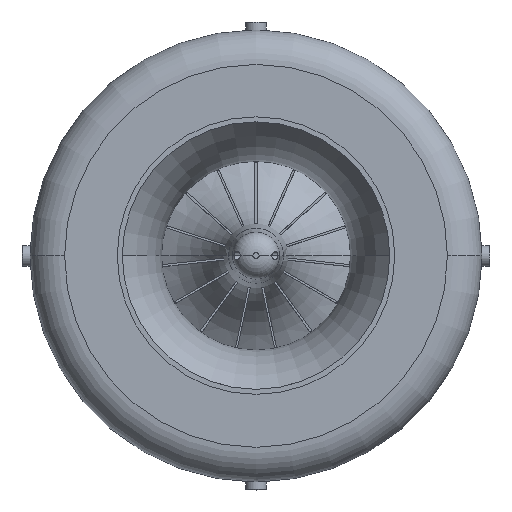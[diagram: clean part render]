
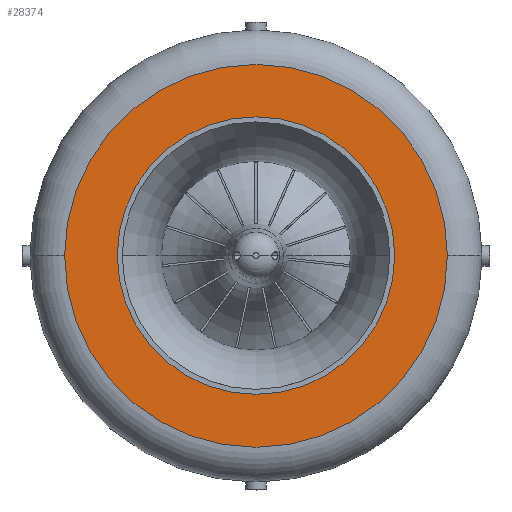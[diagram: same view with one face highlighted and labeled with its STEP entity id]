
A CAD part, top view. The second image highlights one B-rep face of the part: STEP entity #28374.
In plain terms, the highlighted planar face has unit normal (0, 0, 1).
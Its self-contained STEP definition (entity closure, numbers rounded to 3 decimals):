
#197 = CARTESIAN_POINT ( 'NONE',  ( 0., 0., -38.5 ) ) ;
#802 = CIRCLE ( 'NONE', #20627, 47.2 ) ;
#1094 = VERTEX_POINT ( 'NONE', #8202 ) ;
#1149 = FACE_OUTER_BOUND ( 'NONE', #7513, .T. ) ;
#1979 = CARTESIAN_POINT ( 'NONE',  ( -47.2, 0., -38.5 ) ) ;
#2935 = DIRECTION ( 'NONE',  ( 1., 0., 0. ) ) ;
#4759 = DIRECTION ( 'NONE',  ( 0., 0., 1. ) ) ;
#5007 = DIRECTION ( 'NONE',  ( 1., 0., 0. ) ) ;
#6225 = ORIENTED_EDGE ( 'NONE', *, *, #29330, .F. ) ;
#6764 = CIRCLE ( 'NONE', #15181, 31.891 ) ;
#7334 = DIRECTION ( 'NONE',  ( 0., 0., 1. ) ) ;
#7513 = EDGE_LOOP ( 'NONE', ( #23358, #17786 ) ) ;
#7542 = CARTESIAN_POINT ( 'NONE',  ( 0., 0., -38.5 ) ) ;
#7712 = AXIS2_PLACEMENT_3D ( 'NONE', #12967, #10303, #27177 ) ;
#8136 = FACE_BOUND ( 'NONE', #25753, .T. ) ;
#8202 = CARTESIAN_POINT ( 'NONE',  ( -31.891, 0., -38.5 ) ) ;
#9715 = DIRECTION ( 'NONE',  ( 1., 0., 0. ) ) ;
#10303 = DIRECTION ( 'NONE',  ( 0., 0., -1. ) ) ;
#11456 = CARTESIAN_POINT ( 'NONE',  ( 31.891, 0., -38.5 ) ) ;
#11975 = CARTESIAN_POINT ( 'NONE',  ( 47.2, 0., -38.5 ) ) ;
#12566 = CARTESIAN_POINT ( 'NONE',  ( 0., 0., -38.5 ) ) ;
#12967 = CARTESIAN_POINT ( 'NONE',  ( -47.2, 0., -38.5 ) ) ;
#14840 = AXIS2_PLACEMENT_3D ( 'NONE', #7542, #4759, #9715 ) ;
#15181 = AXIS2_PLACEMENT_3D ( 'NONE', #23526, #28009, #21506 ) ;
#16094 = AXIS2_PLACEMENT_3D ( 'NONE', #197, #7334, #5007 ) ;
#17786 = ORIENTED_EDGE ( 'NONE', *, *, #27098, .T. ) ;
#17955 = VERTEX_POINT ( 'NONE', #11975 ) ;
#19922 = PLANE ( 'NONE',  #7712 ) ;
#20541 = VERTEX_POINT ( 'NONE', #1979 ) ;
#20627 = AXIS2_PLACEMENT_3D ( 'NONE', #12566, #24168, #2935 ) ;
#21445 = ORIENTED_EDGE ( 'NONE', *, *, #21763, .F. ) ;
#21506 = DIRECTION ( 'NONE',  ( 1., 0., 0. ) ) ;
#21763 = EDGE_CURVE ( 'NONE', #1094, #26726, #26692, .T. ) ;
#23358 = ORIENTED_EDGE ( 'NONE', *, *, #29086, .T. ) ;
#23526 = CARTESIAN_POINT ( 'NONE',  ( 0., 0., -38.5 ) ) ;
#24168 = DIRECTION ( 'NONE',  ( 0., 0., 1. ) ) ;
#25753 = EDGE_LOOP ( 'NONE', ( #6225, #21445 ) ) ;
#26692 = CIRCLE ( 'NONE', #14840, 31.891 ) ;
#26726 = VERTEX_POINT ( 'NONE', #11456 ) ;
#27098 = EDGE_CURVE ( 'NONE', #20541, #17955, #27458, .T. ) ;
#27177 = DIRECTION ( 'NONE',  ( -1., 0., 0. ) ) ;
#27458 = CIRCLE ( 'NONE', #16094, 47.2 ) ;
#28009 = DIRECTION ( 'NONE',  ( 0., 0., 1. ) ) ;
#28374 = ADVANCED_FACE ( 'NONE', ( #8136, #1149 ), #19922, .F. ) ;
#29086 = EDGE_CURVE ( 'NONE', #17955, #20541, #802, .T. ) ;
#29330 = EDGE_CURVE ( 'NONE', #26726, #1094, #6764, .T. ) ;
